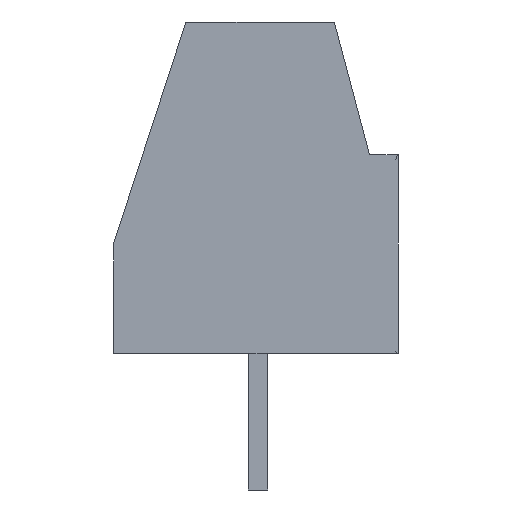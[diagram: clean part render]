
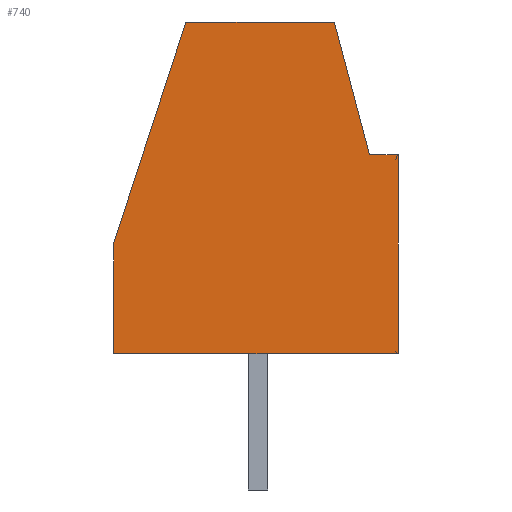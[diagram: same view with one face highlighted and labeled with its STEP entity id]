
A CAD part, left-side view. The second image highlights one B-rep face of the part: STEP entity #740.
In plain terms, the highlighted planar face has unit normal (-1, 0, 0).
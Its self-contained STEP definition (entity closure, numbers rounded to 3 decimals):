
#13=DIRECTION('',(0.,0.,1.));
#21=EDGE_CURVE('',#22,#24,#26,.T.);
#22=VERTEX_POINT('',#23);
#23=CARTESIAN_POINT('',(-1.905,-3.6,0.));
#24=VERTEX_POINT('',#25);
#25=CARTESIAN_POINT('',(-1.905,3.7,0.));
#26=LINE('',#23,#27);
#27=VECTOR('',#28,1.);
#28=DIRECTION('',(0.,1.,0.));
#35=DIRECTION('',(1.,0.,0.));
#412=VECTOR('',#413,1.);
#413=DIRECTION('',(0.,-1.,0.));
#740=ADVANCED_FACE('',(#741),#781,.F.);
#741=FACE_BOUND('',#742,.F.);
#742=EDGE_LOOP('',(#743,#750,#756,#757,#763,#770,#776));
#743=ORIENTED_EDGE('',*,*,#744,.T.);
#744=EDGE_CURVE('',#745,#747,#749,.T.);
#745=VERTEX_POINT('',#746);
#746=CARTESIAN_POINT('',(-1.905,-2.86,5.1));
#747=VERTEX_POINT('',#748);
#748=CARTESIAN_POINT('',(-1.905,-3.6,5.1));
#749=LINE('',#746,#412);
#750=ORIENTED_EDGE('',*,*,#751,.T.);
#751=EDGE_CURVE('',#747,#22,#752,.T.);
#752=LINE('',#753,#754);
#753=CARTESIAN_POINT('',(-1.905,-3.6,8.5));
#754=VECTOR('',#755,1.);
#755=DIRECTION('',(0.,0.,-1.));
#756=ORIENTED_EDGE('',*,*,#21,.T.);
#757=ORIENTED_EDGE('',*,*,#758,.T.);
#758=EDGE_CURVE('',#24,#759,#761,.T.);
#759=VERTEX_POINT('',#760);
#760=CARTESIAN_POINT('',(-1.905,3.7,2.81));
#761=LINE('',#25,#762);
#762=VECTOR('',#13,1.);
#763=ORIENTED_EDGE('',*,*,#764,.F.);
#764=EDGE_CURVE('',#765,#759,#767,.T.);
#765=VERTEX_POINT('',#766);
#766=CARTESIAN_POINT('',(-1.905,1.85,8.5));
#767=LINE('',#766,#768);
#768=VECTOR('',#769,1.);
#769=DIRECTION('',(0.,0.309,-0.951));
#770=ORIENTED_EDGE('',*,*,#771,.T.);
#771=EDGE_CURVE('',#765,#772,#774,.T.);
#772=VERTEX_POINT('',#773);
#773=CARTESIAN_POINT('',(-1.905,-1.96,8.5));
#774=LINE('',#775,#412);
#775=CARTESIAN_POINT('',(-1.905,3.7,8.5));
#776=ORIENTED_EDGE('',*,*,#777,.T.);
#777=EDGE_CURVE('',#772,#745,#778,.T.);
#778=LINE('',#773,#779);
#779=VECTOR('',#780,1.);
#780=DIRECTION('',(0.,-0.256,-0.967));
#781=PLANE('',#782);
#782=AXIS2_PLACEMENT_3D('',#783,#35,#784);
#783=CARTESIAN_POINT('',(-1.905,0.05,4.25));
#784=DIRECTION('',(-0.,0.,1.));
